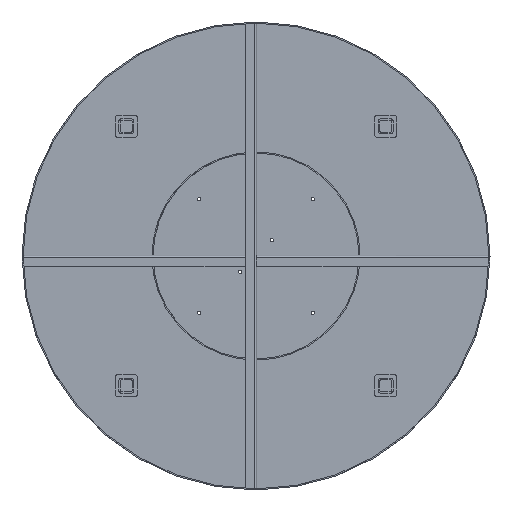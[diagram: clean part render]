
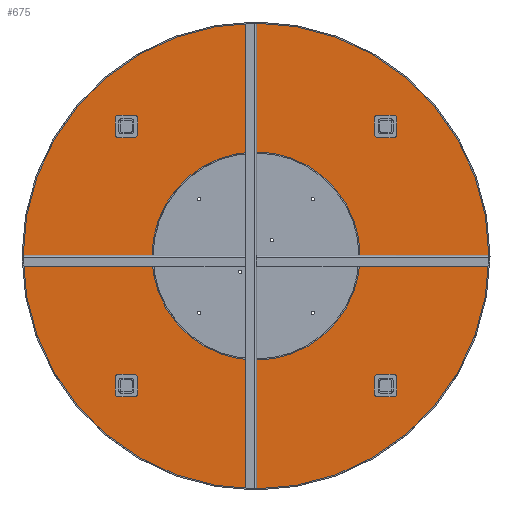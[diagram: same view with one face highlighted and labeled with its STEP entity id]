
A CAD part, front view. The second image highlights one B-rep face of the part: STEP entity #675.
In plain terms, the highlighted planar face has unit normal (0, -1, 0).
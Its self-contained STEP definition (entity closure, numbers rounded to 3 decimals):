
#152 = VERTEX_POINT ( 'NONE', #1376 ) ;
#202 = DIRECTION ( 'NONE',  ( 0., 0., 1. ) ) ;
#260 = DIRECTION ( 'NONE',  ( 0., 1., 0. ) ) ;
#302 = AXIS2_PLACEMENT_3D ( 'NONE', #655, #260, #1024 ) ;
#536 = DIRECTION ( 'NONE',  ( 0., 0., 1. ) ) ;
#655 = CARTESIAN_POINT ( 'NONE',  ( 0., -3., 0. ) ) ;
#675 = ADVANCED_FACE ( 'NONE', ( #1885, #4417 ), #4739, .F. ) ;
#685 = EDGE_LOOP ( 'NONE', ( #4059, #2996 ) ) ;
#734 = CIRCLE ( 'NONE', #2102, 625. ) ;
#851 = CARTESIAN_POINT ( 'NONE',  ( 0., -3., 625. ) ) ;
#915 = EDGE_LOOP ( 'NONE', ( #3141, #1282 ) ) ;
#1024 = DIRECTION ( 'NONE',  ( 0., 0., 1. ) ) ;
#1107 = EDGE_CURVE ( 'NONE', #1458, #3593, #3708, .T. ) ;
#1157 = CIRCLE ( 'NONE', #4140, 625. ) ;
#1282 = ORIENTED_EDGE ( 'NONE', *, *, #4784, .T. ) ;
#1376 = CARTESIAN_POINT ( 'NONE',  ( 0., -3., -625. ) ) ;
#1458 = VERTEX_POINT ( 'NONE', #2015 ) ;
#1885 = FACE_BOUND ( 'NONE', #915, .T. ) ;
#2015 = CARTESIAN_POINT ( 'NONE',  ( 0., -3., 275. ) ) ;
#2102 = AXIS2_PLACEMENT_3D ( 'NONE', #3453, #3530, #202 ) ;
#2781 = CARTESIAN_POINT ( 'NONE',  ( 0., -3., 0. ) ) ;
#2996 = ORIENTED_EDGE ( 'NONE', *, *, #4925, .F. ) ;
#3141 = ORIENTED_EDGE ( 'NONE', *, *, #1107, .T. ) ;
#3453 = CARTESIAN_POINT ( 'NONE',  ( 0., -3., 0. ) ) ;
#3530 = DIRECTION ( 'NONE',  ( 0., 1., 0. ) ) ;
#3568 = AXIS2_PLACEMENT_3D ( 'NONE', #2781, #5223, #3932 ) ;
#3593 = VERTEX_POINT ( 'NONE', #3915 ) ;
#3620 = AXIS2_PLACEMENT_3D ( 'NONE', #5059, #4654, #4252 ) ;
#3708 = CIRCLE ( 'NONE', #3620, 275. ) ;
#3915 = CARTESIAN_POINT ( 'NONE',  ( 0., -3., -275. ) ) ;
#3932 = DIRECTION ( 'NONE',  ( 0., 0., 1. ) ) ;
#4059 = ORIENTED_EDGE ( 'NONE', *, *, #4760, .F. ) ;
#4140 = AXIS2_PLACEMENT_3D ( 'NONE', #4471, #4188, #536 ) ;
#4188 = DIRECTION ( 'NONE',  ( 0., 1., 0. ) ) ;
#4252 = DIRECTION ( 'NONE',  ( 0., 0., 1. ) ) ;
#4382 = VERTEX_POINT ( 'NONE', #851 ) ;
#4417 = FACE_OUTER_BOUND ( 'NONE', #685, .T. ) ;
#4471 = CARTESIAN_POINT ( 'NONE',  ( 0., -3., 0. ) ) ;
#4569 = CIRCLE ( 'NONE', #302, 275. ) ;
#4654 = DIRECTION ( 'NONE',  ( 0., 1., 0. ) ) ;
#4739 = PLANE ( 'NONE',  #3568 ) ;
#4760 = EDGE_CURVE ( 'NONE', #4382, #152, #734, .T. ) ;
#4784 = EDGE_CURVE ( 'NONE', #3593, #1458, #4569, .T. ) ;
#4925 = EDGE_CURVE ( 'NONE', #152, #4382, #1157, .T. ) ;
#5059 = CARTESIAN_POINT ( 'NONE',  ( 0., -3., 0. ) ) ;
#5223 = DIRECTION ( 'NONE',  ( 0., 1., 0. ) ) ;
